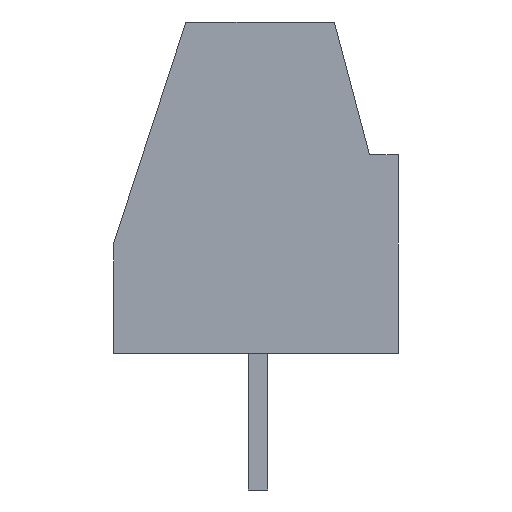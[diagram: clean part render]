
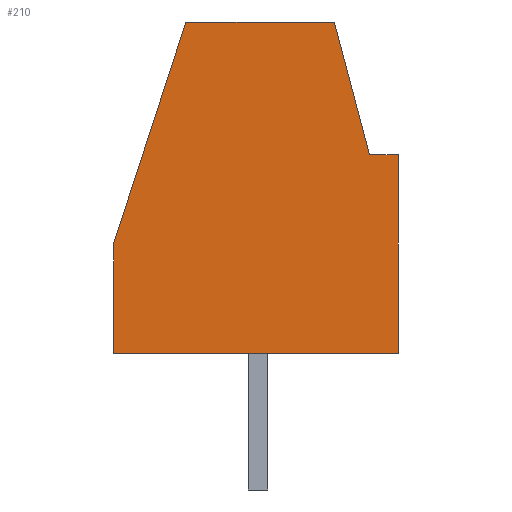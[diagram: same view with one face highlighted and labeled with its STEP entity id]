
A CAD part, left-side view. The second image highlights one B-rep face of the part: STEP entity #210.
In plain terms, the highlighted planar face has unit normal (-1, 0, 0).
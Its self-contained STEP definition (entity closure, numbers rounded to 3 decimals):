
#13=DIRECTION('',(0.,0.,1.));
#21=EDGE_CURVE('',#22,#24,#26,.T.);
#22=VERTEX_POINT('',#23);
#23=CARTESIAN_POINT('',(-1.905,-3.6,0.));
#24=VERTEX_POINT('',#25);
#25=CARTESIAN_POINT('',(-1.905,3.7,0.));
#26=LINE('',#23,#27);
#27=VECTOR('',#28,1.);
#28=DIRECTION('',(0.,1.,0.));
#35=DIRECTION('',(1.,0.,0.));
#142=VECTOR('',#143,1.);
#143=DIRECTION('',(0.,-1.,0.));
#210=ADVANCED_FACE('',(#211),#251,.F.);
#211=FACE_BOUND('',#212,.F.);
#212=EDGE_LOOP('',(#213,#220,#226,#227,#233,#240,#246));
#213=ORIENTED_EDGE('',*,*,#214,.T.);
#214=EDGE_CURVE('',#215,#217,#219,.T.);
#215=VERTEX_POINT('',#216);
#216=CARTESIAN_POINT('',(-1.905,-2.86,5.1));
#217=VERTEX_POINT('',#218);
#218=CARTESIAN_POINT('',(-1.905,-3.6,5.1));
#219=LINE('',#216,#142);
#220=ORIENTED_EDGE('',*,*,#221,.T.);
#221=EDGE_CURVE('',#217,#22,#222,.T.);
#222=LINE('',#223,#224);
#223=CARTESIAN_POINT('',(-1.905,-3.6,8.5));
#224=VECTOR('',#225,1.);
#225=DIRECTION('',(0.,0.,-1.));
#226=ORIENTED_EDGE('',*,*,#21,.T.);
#227=ORIENTED_EDGE('',*,*,#228,.T.);
#228=EDGE_CURVE('',#24,#229,#231,.T.);
#229=VERTEX_POINT('',#230);
#230=CARTESIAN_POINT('',(-1.905,3.7,2.81));
#231=LINE('',#25,#232);
#232=VECTOR('',#13,1.);
#233=ORIENTED_EDGE('',*,*,#234,.F.);
#234=EDGE_CURVE('',#235,#229,#237,.T.);
#235=VERTEX_POINT('',#236);
#236=CARTESIAN_POINT('',(-1.905,1.85,8.5));
#237=LINE('',#236,#238);
#238=VECTOR('',#239,1.);
#239=DIRECTION('',(0.,0.309,-0.951));
#240=ORIENTED_EDGE('',*,*,#241,.T.);
#241=EDGE_CURVE('',#235,#242,#244,.T.);
#242=VERTEX_POINT('',#243);
#243=CARTESIAN_POINT('',(-1.905,-1.96,8.5));
#244=LINE('',#245,#142);
#245=CARTESIAN_POINT('',(-1.905,3.7,8.5));
#246=ORIENTED_EDGE('',*,*,#247,.T.);
#247=EDGE_CURVE('',#242,#215,#248,.T.);
#248=LINE('',#243,#249);
#249=VECTOR('',#250,1.);
#250=DIRECTION('',(0.,-0.256,-0.967));
#251=PLANE('',#252);
#252=AXIS2_PLACEMENT_3D('',#253,#35,#254);
#253=CARTESIAN_POINT('',(-1.905,0.05,4.25));
#254=DIRECTION('',(-0.,0.,1.));
